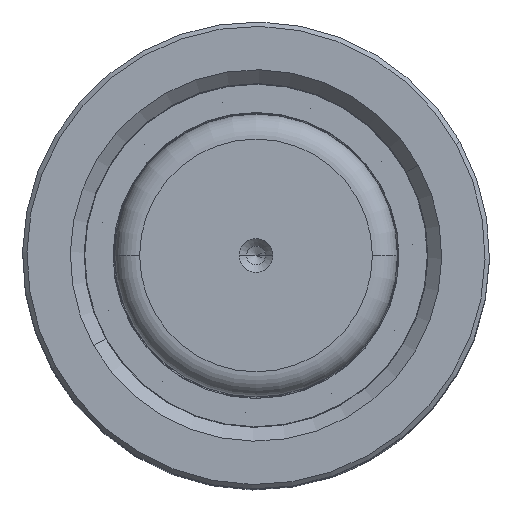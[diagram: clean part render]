
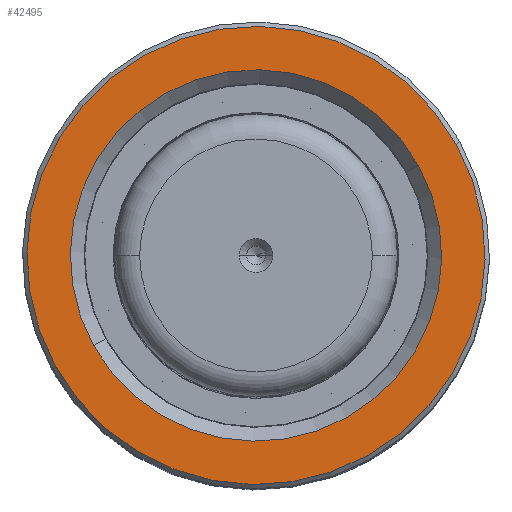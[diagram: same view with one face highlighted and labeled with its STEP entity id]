
A CAD part, top view. The second image highlights one B-rep face of the part: STEP entity #42495.
In plain terms, the highlighted planar face has unit normal (0, 0, 1).
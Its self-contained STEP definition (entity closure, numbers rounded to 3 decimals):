
#26 = AXIS2_PLACEMENT_3D ( 'NONE', #17381, #62230, #51930 ) ;
#1774 = CIRCLE ( 'NONE', #16829, 29.55 ) ;
#4179 = EDGE_CURVE ( 'NONE', #27708, #6508, #1774, .T. ) ;
#6508 = VERTEX_POINT ( 'NONE', #41249 ) ;
#7457 = ORIENTED_EDGE ( 'NONE', *, *, #9761, .T. ) ;
#8844 = CARTESIAN_POINT ( 'NONE',  ( -29.55, 0., 100. ) ) ;
#9761 = EDGE_CURVE ( 'NONE', #25573, #11166, #45930, .T. ) ;
#10712 = AXIS2_PLACEMENT_3D ( 'NONE', #48418, #24167, #54192 ) ;
#10865 = EDGE_CURVE ( 'NONE', #11166, #25573, #41254, .T. ) ;
#11166 = VERTEX_POINT ( 'NONE', #33046 ) ;
#14922 = ORIENTED_EDGE ( 'NONE', *, *, #44588, .T. ) ;
#16829 = AXIS2_PLACEMENT_3D ( 'NONE', #34191, #24140, #43849 ) ;
#17381 = CARTESIAN_POINT ( 'NONE',  ( 0., 0., 100. ) ) ;
#24140 = DIRECTION ( 'NONE',  ( 0., 0., -1. ) ) ;
#24167 = DIRECTION ( 'NONE',  ( 0., 0., 1. ) ) ;
#25573 = VERTEX_POINT ( 'NONE', #26972 ) ;
#25581 = AXIS2_PLACEMENT_3D ( 'NONE', #54763, #30524, #35017 ) ;
#26972 = CARTESIAN_POINT ( 'NONE',  ( 36.45, 0., 100. ) ) ;
#27708 = VERTEX_POINT ( 'NONE', #8844 ) ;
#28594 = ORIENTED_EDGE ( 'NONE', *, *, #10865, .T. ) ;
#29701 = AXIS2_PLACEMENT_3D ( 'NONE', #35308, #60672, #59813 ) ;
#30524 = DIRECTION ( 'NONE',  ( 0., 0., -1. ) ) ;
#33046 = CARTESIAN_POINT ( 'NONE',  ( -36.45, 0., 100. ) ) ;
#34191 = CARTESIAN_POINT ( 'NONE',  ( 0., 0., 100. ) ) ;
#35017 = DIRECTION ( 'NONE',  ( 1., 0., 0. ) ) ;
#35308 = CARTESIAN_POINT ( 'NONE',  ( 0., 0., 100. ) ) ;
#37065 = FACE_OUTER_BOUND ( 'NONE', #37809, .T. ) ;
#37809 = EDGE_LOOP ( 'NONE', ( #28594, #7457 ) ) ;
#38104 = PLANE ( 'NONE',  #10712 ) ;
#40188 = CIRCLE ( 'NONE', #25581, 29.55 ) ;
#41249 = CARTESIAN_POINT ( 'NONE',  ( 29.55, 0., 100. ) ) ;
#41254 = CIRCLE ( 'NONE', #26, 36.45 ) ;
#42495 = ADVANCED_FACE ( 'NONE', ( #37065, #50130 ), #38104, .T. ) ;
#43849 = DIRECTION ( 'NONE',  ( 1., 0., 0. ) ) ;
#44588 = EDGE_CURVE ( 'NONE', #6508, #27708, #40188, .T. ) ;
#45930 = CIRCLE ( 'NONE', #29701, 36.45 ) ;
#48418 = CARTESIAN_POINT ( 'NONE',  ( 0., 0., 100. ) ) ;
#50130 = FACE_BOUND ( 'NONE', #52414, .T. ) ;
#51014 = ORIENTED_EDGE ( 'NONE', *, *, #4179, .T. ) ;
#51930 = DIRECTION ( 'NONE',  ( 1., 0., 0. ) ) ;
#52414 = EDGE_LOOP ( 'NONE', ( #14922, #51014 ) ) ;
#54192 = DIRECTION ( 'NONE',  ( 1., 0., 0. ) ) ;
#54763 = CARTESIAN_POINT ( 'NONE',  ( 0., 0., 100. ) ) ;
#59813 = DIRECTION ( 'NONE',  ( 1., 0., 0. ) ) ;
#60672 = DIRECTION ( 'NONE',  ( 0., 0., 1. ) ) ;
#62230 = DIRECTION ( 'NONE',  ( 0., 0., 1. ) ) ;
